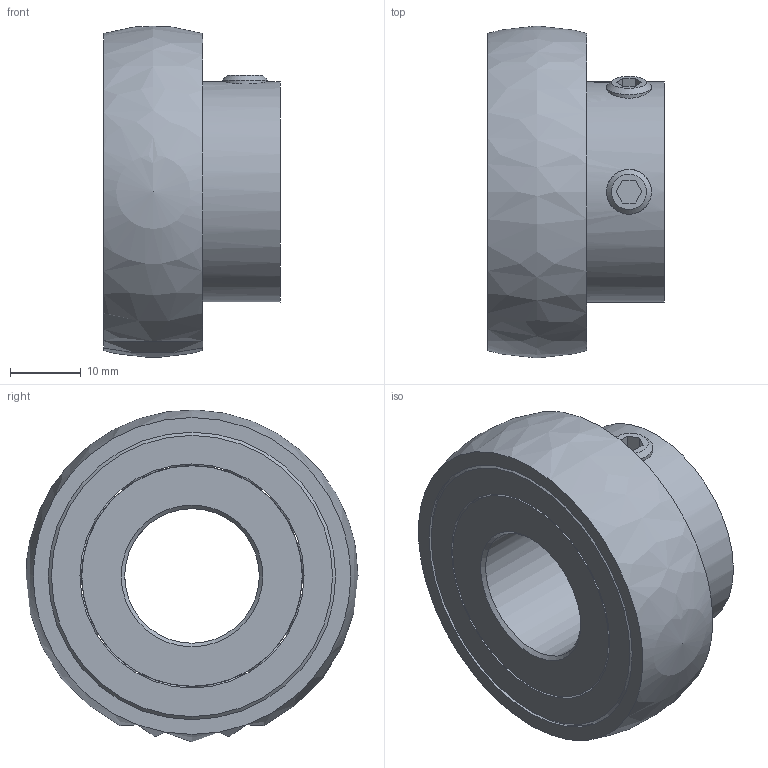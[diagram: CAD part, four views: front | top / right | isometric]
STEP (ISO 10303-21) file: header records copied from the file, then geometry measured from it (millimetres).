
FILE_DESCRIPTION(/* description */ (''),/* implementation_level */ '2;1');
FILE_NAME(/* name */ 'GE-18096-2.ipt.stp',/* time_stamp */ '2018-01-01T11:20:20-08:00',/* author */ ('PhillipD'),/* organization */ (''),/* preprocessor_version */ 'ST-DEVELOPER v16.13',/* originating_system */ 'Autodesk Inventor 2018',/* authorisation */ '');
FILE_SCHEMA (('AUTOMOTIVE_DESIGN { 1 0 10303 214 3 1 1 }'));
Length unit declared in the file: inch
Products named in the file (1): GE-18096-2
Bounding box: 25 x 47 x 46.99 mm (x, y, z)
Volume: 21895.8 mm3; surface area: 13959.3 mm2
Topology: 1 solids, 1 shells, 111 faces, 374 edges, 253 vertices
Faces by surface type: sphere 30, plane 30, torus 26, cylinder 17, cone 8
Full cylindrical faces by diameter (mm): 6.35 x4, 19.05 x1, 31.208 x2, 31.716 x2, 32.769 x1, 36.817 x1, 38.755 x2, 40.693 x4
Entity records: 5494 total; most frequent: CARTESIAN_POINT 2929, ORIENTED_EDGE 516, DIRECTION 430, EDGE_CURVE 258, EDGE_LOOP 204, AXIS2_PLACEMENT_3D 197, VERTEX_POINT 194, B_SPLINE_CURVE_WITH_KNOTS 134
